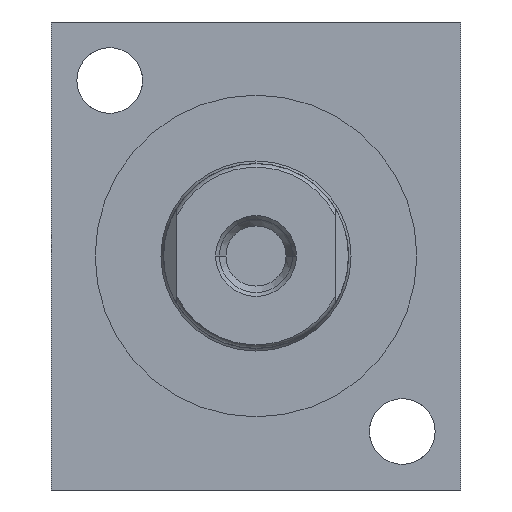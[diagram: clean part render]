
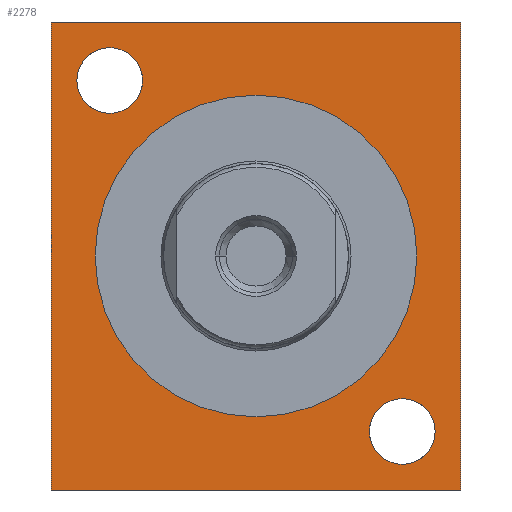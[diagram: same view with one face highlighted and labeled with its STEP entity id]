
A CAD part, left-side view. The second image highlights one B-rep face of the part: STEP entity #2278.
In plain terms, the highlighted planar face has unit normal (-1, 0, 0).
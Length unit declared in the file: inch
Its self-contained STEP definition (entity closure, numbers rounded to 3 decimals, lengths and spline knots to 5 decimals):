
#22=DIRECTION('',(0.,-1.,0.));
#23=VECTOR('',#22,1.75);
#24=CARTESIAN_POINT('',(0.,0.875,1.));
#25=LINE('',#24,#23);
#30=DIRECTION('',(0.,0.,-1.));
#31=VECTOR('',#30,2.);
#32=CARTESIAN_POINT('',(0.,-0.875,1.));
#33=LINE('',#32,#31);
#37=DIRECTION('',(0.,1.,0.));
#38=VECTOR('',#37,1.75);
#39=CARTESIAN_POINT('',(0.,-0.875,-1.));
#40=LINE('',#39,#38);
#44=DIRECTION('',(0.,0.,1.));
#45=VECTOR('',#44,2.);
#46=CARTESIAN_POINT('',(0.,0.875,-1.));
#47=LINE('',#46,#45);
#51=CARTESIAN_POINT('',(0.,0.625,0.75));
#52=DIRECTION('',(1.,0.,0.));
#53=DIRECTION('',(0.,1.,0.));
#54=AXIS2_PLACEMENT_3D('',#51,#52,#53);
#59=CARTESIAN_POINT('',(0.,0.625,0.75));
#60=DIRECTION('',(1.,0.,0.));
#61=DIRECTION('',(0.,-1.,0.));
#62=AXIS2_PLACEMENT_3D('',#59,#60,#61);
#67=CARTESIAN_POINT('',(0.,-0.625,-0.75));
#68=DIRECTION('',(1.,0.,0.));
#69=DIRECTION('',(0.,1.,0.));
#70=AXIS2_PLACEMENT_3D('',#67,#68,#69);
#75=CARTESIAN_POINT('',(0.,-0.625,-0.75));
#76=DIRECTION('',(1.,0.,0.));
#77=DIRECTION('',(0.,-1.,0.));
#78=AXIS2_PLACEMENT_3D('',#75,#76,#77);
#83=CARTESIAN_POINT('',(0.,0.,0.));
#84=DIRECTION('',(-1.,0.,0.));
#85=DIRECTION('',(0.,1.,0.));
#86=AXIS2_PLACEMENT_3D('',#83,#84,#85);
#91=CARTESIAN_POINT('',(0.,0.,0.));
#92=DIRECTION('',(-1.,0.,0.));
#93=DIRECTION('',(0.,-1.,0.));
#94=AXIS2_PLACEMENT_3D('',#91,#92,#93);
#1951=CARTESIAN_POINT('',(0.,0.875,1.));
#1952=CARTESIAN_POINT('',(0.,-0.875,1.));
#1953=VERTEX_POINT('',#1951);
#1954=VERTEX_POINT('',#1952);
#1955=CARTESIAN_POINT('',(0.,-0.875,-1.));
#1956=VERTEX_POINT('',#1955);
#1957=CARTESIAN_POINT('',(0.,0.875,-1.));
#1958=VERTEX_POINT('',#1957);
#1967=CARTESIAN_POINT('',(0.,0.7655,0.75));
#1968=CARTESIAN_POINT('',(0.,0.4845,0.75));
#1969=VERTEX_POINT('',#1967);
#1970=VERTEX_POINT('',#1968);
#2051=CARTESIAN_POINT('',(0.,-0.4845,-0.75));
#2052=CARTESIAN_POINT('',(0.,-0.7655,-0.75));
#2053=VERTEX_POINT('',#2051);
#2054=VERTEX_POINT('',#2052);
#2063=CARTESIAN_POINT('',(0.,0.6875,0.));
#2064=CARTESIAN_POINT('',(0.,-0.6875,0.));
#2065=VERTEX_POINT('',#2063);
#2066=VERTEX_POINT('',#2064);
#2245=CARTESIAN_POINT('',(0.,0.,0.));
#2246=DIRECTION('',(1.,0.,0.));
#2247=DIRECTION('',(0.,0.,-1.));
#2248=AXIS2_PLACEMENT_3D('',#2245,#2246,#2247);
#2249=PLANE('',#2248);
#2251=ORIENTED_EDGE('',*,*,#2250,.T.);
#2253=ORIENTED_EDGE('',*,*,#2252,.T.);
#2255=ORIENTED_EDGE('',*,*,#2254,.T.);
#2257=ORIENTED_EDGE('',*,*,#2256,.T.);
#2258=EDGE_LOOP('',(#2251,#2253,#2255,#2257));
#2259=FACE_OUTER_BOUND('',#2258,.F.);
#2261=ORIENTED_EDGE('',*,*,#2260,.F.);
#2263=ORIENTED_EDGE('',*,*,#2262,.F.);
#2264=EDGE_LOOP('',(#2261,#2263));
#2265=FACE_BOUND('',#2264,.F.);
#2267=ORIENTED_EDGE('',*,*,#2266,.F.);
#2269=ORIENTED_EDGE('',*,*,#2268,.F.);
#2270=EDGE_LOOP('',(#2267,#2269));
#2271=FACE_BOUND('',#2270,.F.);
#2273=ORIENTED_EDGE('',*,*,#2272,.T.);
#2275=ORIENTED_EDGE('',*,*,#2274,.T.);
#2276=EDGE_LOOP('',(#2273,#2275));
#2277=FACE_BOUND('',#2276,.F.);
#55=CIRCLE('',#54,0.1405);
#63=CIRCLE('',#62,0.1405);
#71=CIRCLE('',#70,0.1405);
#79=CIRCLE('',#78,0.1405);
#87=CIRCLE('',#86,0.6875);
#95=CIRCLE('',#94,0.6875);
#2250=EDGE_CURVE('',#1953,#1954,#25,.T.);
#2252=EDGE_CURVE('',#1954,#1956,#33,.T.);
#2254=EDGE_CURVE('',#1956,#1958,#40,.T.);
#2256=EDGE_CURVE('',#1958,#1953,#47,.T.);
#2260=EDGE_CURVE('',#1969,#1970,#55,.T.);
#2262=EDGE_CURVE('',#1970,#1969,#63,.T.);
#2266=EDGE_CURVE('',#2053,#2054,#71,.T.);
#2268=EDGE_CURVE('',#2054,#2053,#79,.T.);
#2272=EDGE_CURVE('',#2065,#2066,#87,.T.);
#2274=EDGE_CURVE('',#2066,#2065,#95,.T.);
#2278=ADVANCED_FACE('',(#2259,#2265,#2271,#2277),#2249,.F.);
